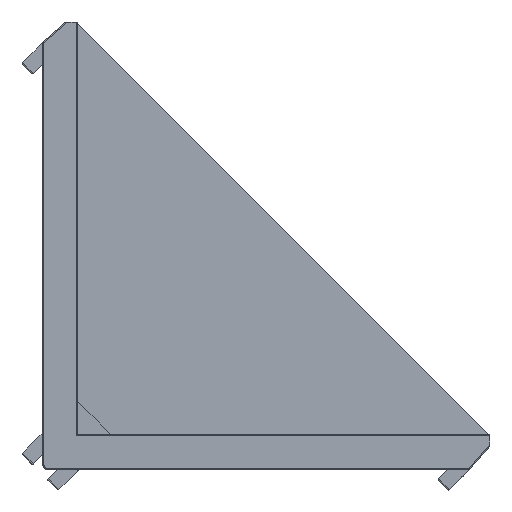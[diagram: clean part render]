
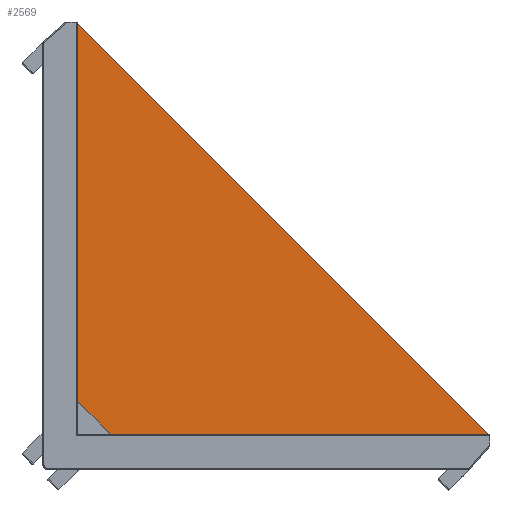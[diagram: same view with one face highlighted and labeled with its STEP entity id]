
A CAD part, top view. The second image highlights one B-rep face of the part: STEP entity #2569.
In plain terms, the highlighted planar face has unit normal (0, 0, 1).
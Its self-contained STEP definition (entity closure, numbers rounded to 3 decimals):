
#410 = LINE ( 'NONE', #6153, #5857 ) ;
#458 = CARTESIAN_POINT ( 'NONE',  ( -35.1, 38., 3.15 ) ) ;
#604 = DIRECTION ( 'NONE',  ( 0., -1., 0. ) ) ;
#681 = DIRECTION ( 'NONE',  ( 0., 0., -1. ) ) ;
#1268 = EDGE_CURVE ( 'NONE', #6142, #5705, #1993, .T. ) ;
#1787 = CARTESIAN_POINT ( 'NONE',  ( -0.1, 3., 3.15 ) ) ;
#1849 = DIRECTION ( 'NONE',  ( -1., 0., 0. ) ) ;
#1993 = LINE ( 'NONE', #4748, #6282 ) ;
#2569 = ADVANCED_FACE ( 'NONE', ( #3666 ), #6318, .F. ) ;
#3376 = EDGE_CURVE ( 'NONE', #6142, #3447, #410, .T. ) ;
#3447 = VERTEX_POINT ( 'NONE', #1787 ) ;
#3503 = CARTESIAN_POINT ( 'NONE',  ( 0., 0., 3.15 ) ) ;
#3666 = FACE_OUTER_BOUND ( 'NONE', #5638, .T. ) ;
#3859 = ORIENTED_EDGE ( 'NONE', *, *, #1268, .T. ) ;
#3905 = VECTOR ( 'NONE', #4197, 1000. ) ;
#4105 = EDGE_CURVE ( 'NONE', #5705, #3447, #4258, .T. ) ;
#4197 = DIRECTION ( 'NONE',  ( 1., 0., 0. ) ) ;
#4258 = LINE ( 'NONE', #6426, #3905 ) ;
#4748 = CARTESIAN_POINT ( 'NONE',  ( -35.1, 38.1, 3.15 ) ) ;
#5631 = ORIENTED_EDGE ( 'NONE', *, *, #4105, .T. ) ;
#5638 = EDGE_LOOP ( 'NONE', ( #3859, #5631, #5776 ) ) ;
#5705 = VERTEX_POINT ( 'NONE', #7207 ) ;
#5776 = ORIENTED_EDGE ( 'NONE', *, *, #3376, .F. ) ;
#5857 = VECTOR ( 'NONE', #6700, 1000. ) ;
#6142 = VERTEX_POINT ( 'NONE', #458 ) ;
#6153 = CARTESIAN_POINT ( 'NONE',  ( 0., 2.9, 3.15 ) ) ;
#6282 = VECTOR ( 'NONE', #604, 1000. ) ;
#6318 = PLANE ( 'NONE',  #6885 ) ;
#6426 = CARTESIAN_POINT ( 'NONE',  ( 0., 3., 3.15 ) ) ;
#6700 = DIRECTION ( 'NONE',  ( 0.707, -0.707, 0. ) ) ;
#6885 = AXIS2_PLACEMENT_3D ( 'NONE', #3503, #681, #1849 ) ;
#7207 = CARTESIAN_POINT ( 'NONE',  ( -35.1, 3., 3.15 ) ) ;
